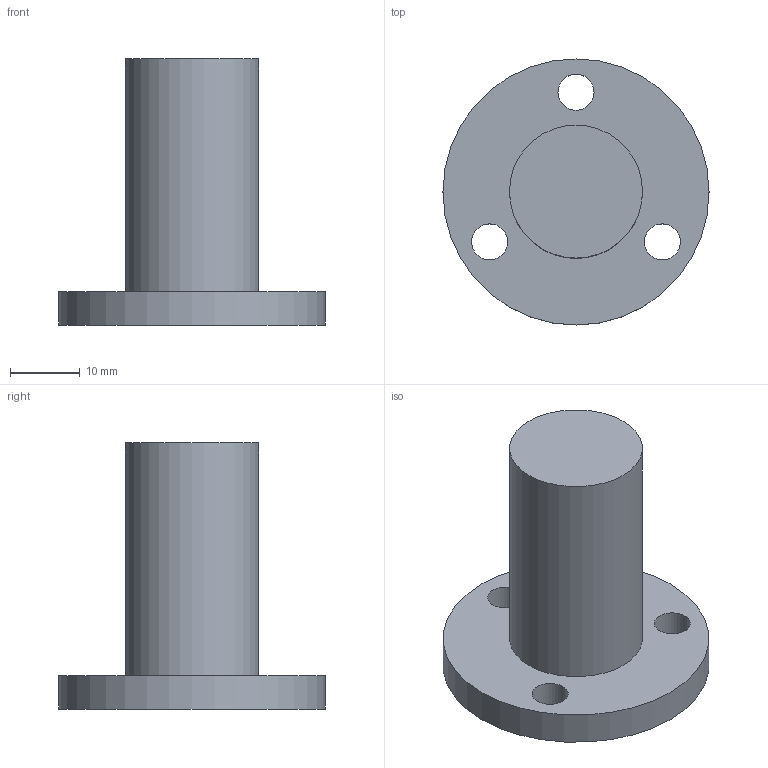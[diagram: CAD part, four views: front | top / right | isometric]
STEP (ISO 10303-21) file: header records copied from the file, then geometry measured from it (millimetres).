
FILE_DESCRIPTION((''),'2;1');
FILE_NAME('_LEAD NUT BLANK.ipt.step','2013-12-08T06:22:36',(''),(''),'Autodesk Inventor 2013','Autodesk Inventor 2013','');
FILE_SCHEMA(('AUTOMOTIVE_DESIGN { 1 0 10303 214 1 1 1 1 }'));
Length unit declared in the file: millimetre
Products named in the file (1): _LEAD NUT BLANK
Bounding box: 38.1 x 38.1 x 38.1 mm (x, y, z)
Volume: 14643.4 mm3; surface area: 4952.9 mm2
Topology: 1 solids, 1 shells, 8 faces, 15 edges, 10 vertices
Faces by surface type: cylinder 5, plane 3
Full cylindrical faces by diameter (mm): 5.156 x3, 19.05 x1, 38.1 x1
Entity records: 222 total; most frequent: DIRECTION 38, CARTESIAN_POINT 29, ORIENTED_EDGE 20, EDGE_LOOP 20, AXIS2_PLACEMENT_3D 19, FACE_BOUND 12, VERTEX_POINT 10, CIRCLE 10
